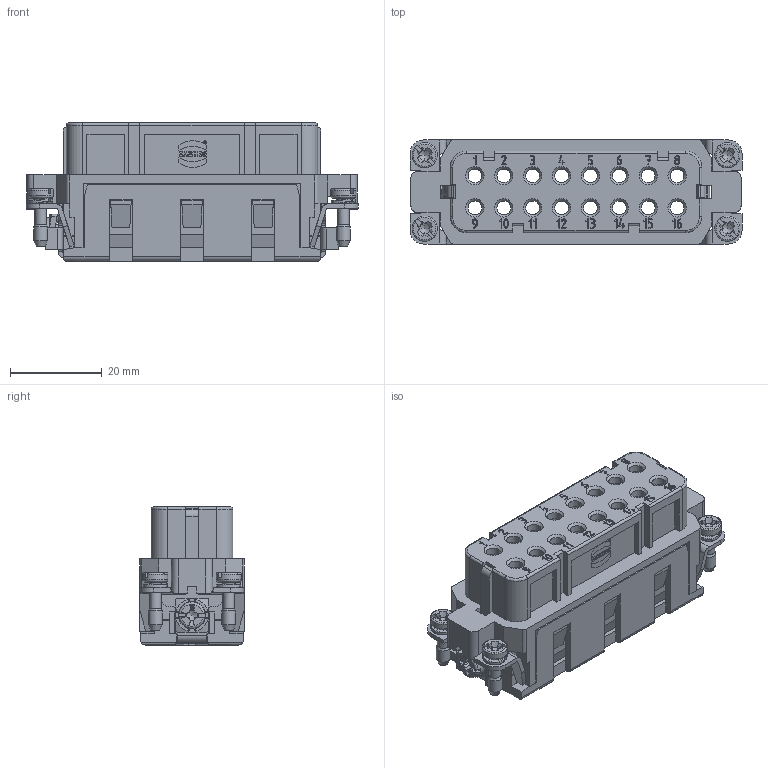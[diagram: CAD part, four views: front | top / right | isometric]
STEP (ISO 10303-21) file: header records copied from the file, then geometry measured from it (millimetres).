
FILE_DESCRIPTION(/* description */ (''),/* implementation_level */ '2;1');
FILE_NAME(/* name */ '100094963ugm000_c.stp',/* time_stamp */ '2017-10-27T13:58:24+02:00',/* author */ (''),/* organization */ (''),/* preprocessor_version */ 'ST-DEVELOPER v16',/* originating_system */ 'SIEMENS PLM Software NX 10.0',/* authorisation */ '');
FILE_SCHEMA (('AUTOMOTIVE_DESIGN { 1 0 10303 214 3 1 1 1 }'));
Products named in the file (1): 100094963ugm000_c
Bounding box: 72.4 x 22.8 x 30.1 mm (x, y, z)
Volume: 25356 mm3; surface area: 21459.7 mm2
Topology: 1 solids, 1 shells, 1387 faces, 3805 edges, 2529 vertices
Faces by surface type: plane 838, cylinder 219, bspline 135, extrusion 124, cone 59, torus 12
Full cylindrical faces by diameter (mm): 1.95 x2, 2 x2, 2.5 x4, 2.595 x4, 2.85 x1, 3 x21, 3.5 x1, 3.86 x2, 4.8 x16, 5.5 x4
Entity records: 60277 total; most frequent: CARTESIAN_POINT 17355, ORIENTED_EDGE 7306, DIRECTION 5935, EDGE_CURVE 3653, VERTEX_POINT 2468, VECTOR 2291, LINE 2167, AXIS2_PLACEMENT_3D 1822
